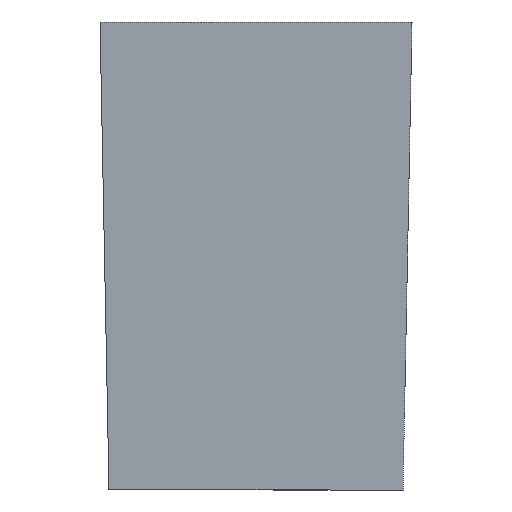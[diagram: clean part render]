
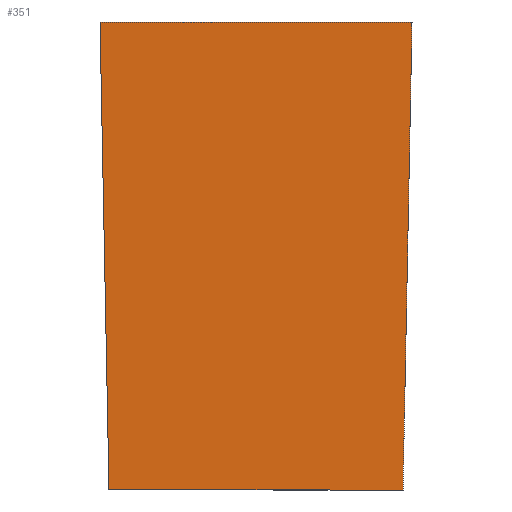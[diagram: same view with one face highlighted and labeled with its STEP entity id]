
A CAD part, front view. The second image highlights one B-rep face of the part: STEP entity #351.
In plain terms, the highlighted planar face has unit normal (0, -1, -0.019).
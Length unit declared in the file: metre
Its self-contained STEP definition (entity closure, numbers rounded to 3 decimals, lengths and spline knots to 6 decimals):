
#48=ORIENTED_EDGE('',*,*,#140,.F.);
#49=ORIENTED_EDGE('',*,*,#141,.F.);
#50=ORIENTED_EDGE('',*,*,#142,.T.);
#51=ORIENTED_EDGE('',*,*,#113,.T.);
#113=EDGE_CURVE('',#162,#161,#193,.F.);
#140=EDGE_CURVE('',#184,#161,#220,.T.);
#141=EDGE_CURVE('',#185,#184,#221,.T.);
#142=EDGE_CURVE('',#185,#162,#222,.T.);
#161=VERTEX_POINT('',#493);
#162=VERTEX_POINT('',#495);
#184=VERTEX_POINT('',#549);
#185=VERTEX_POINT('',#551);
#193=LINE('',#494,#241);
#220=LINE('',#548,#268);
#221=LINE('',#550,#269);
#222=LINE('',#552,#270);
#241=VECTOR('',#404,1.);
#268=VECTOR('',#441,1.);
#269=VECTOR('',#442,1.);
#270=VECTOR('',#443,1.);
#293=EDGE_LOOP('',(#48,#49,#50,#51));
#315=FACE_BOUND('',#293,.T.);
#333=PLANE('',#382);
#351=ADVANCED_FACE('',(#315),#333,.T.);
#382=AXIS2_PLACEMENT_3D('',#547,#439,#440);
#404=DIRECTION('',(-0.019,0.019,-1.));
#439=DIRECTION('',(0.,-1.,-0.019));
#440=DIRECTION('',(0.,-0.019,1.));
#441=DIRECTION('',(1.,0.,0.));
#442=DIRECTION('',(-0.019,-0.019,1.));
#443=DIRECTION('',(1.,0.,0.));
#493=CARTESIAN_POINT('',(0.038,-0.006,0.015));
#494=CARTESIAN_POINT('',(0.038,-0.006,0.014977));
#495=CARTESIAN_POINT('',(0.037712,-0.005712,0.));
#547=CARTESIAN_POINT('',(0.028,-0.006,0.015));
#548=CARTESIAN_POINT('',(0.028,-0.006,0.015));
#549=CARTESIAN_POINT('',(0.028,-0.006,0.015));
#550=CARTESIAN_POINT('',(0.028,-0.006,0.014977));
#551=CARTESIAN_POINT('',(0.028288,-0.005712,0.));
#552=CARTESIAN_POINT('',(0.028,-0.005712,0.));
